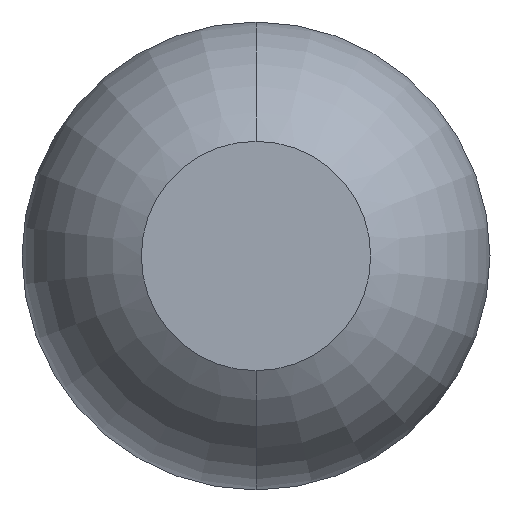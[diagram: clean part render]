
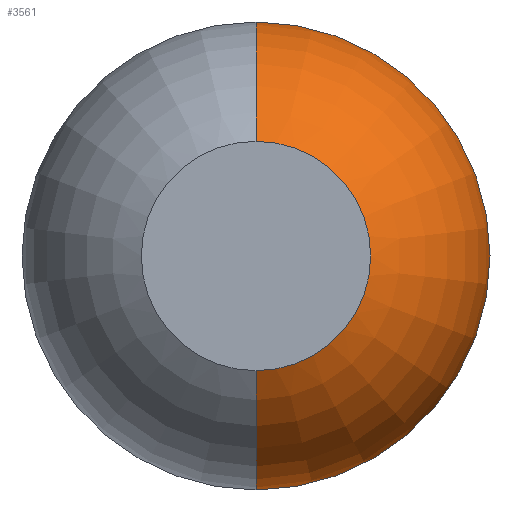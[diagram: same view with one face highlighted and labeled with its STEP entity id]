
A CAD part, front view. The second image highlights one B-rep face of the part: STEP entity #3561.
In plain terms, the highlighted toroidal (fillet/blend) face has major radius 0.01 mm and minor radius 0.5 mm.
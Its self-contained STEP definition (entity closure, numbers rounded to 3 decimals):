
#37 = DIRECTION ( 'NONE',  ( 0., 1., 0. ) ) ;
#258 = CARTESIAN_POINT ( 'NONE',  ( 0., -29.961, 0. ) ) ;
#312 = ORIENTED_EDGE ( 'NONE', *, *, #2374, .T. ) ;
#343 = CARTESIAN_POINT ( 'NONE',  ( 0., -29.961, 0. ) ) ;
#434 = CARTESIAN_POINT ( 'NONE',  ( 0., -29.961, -0.01 ) ) ;
#755 = DIRECTION ( 'NONE',  ( 0., 0., -1. ) ) ;
#855 = DIRECTION ( 'NONE',  ( 0., 1., 0. ) ) ;
#915 = EDGE_CURVE ( 'Defeature ausgef�hrt1_6+Defeature ausgef�hrt1_5+Defeature ausgef�hrt1_5+Defeature ausgef�hrt1_5', #3569, #1119, #3670, .T. ) ;
#932 = CARTESIAN_POINT ( 'NONE',  ( 0., -29.961, 0.51 ) ) ;
#968 = DIRECTION ( 'NONE',  ( 0., -1., 0. ) ) ;
#1050 = CARTESIAN_POINT ( 'NONE',  ( 0., -30.4, -0.25 ) ) ;
#1119 = VERTEX_POINT ( 'NONE', #1616 ) ;
#1222 = CARTESIAN_POINT ( 'NONE',  ( 0., -29.961, 0.01 ) ) ;
#1261 = DIRECTION ( 'NONE',  ( 0., 0., -1. ) ) ;
#1317 = DIRECTION ( 'NONE',  ( 0., 0., 1. ) ) ;
#1359 = ORIENTED_EDGE ( 'NONE', *, *, #915, .F. ) ;
#1560 = ORIENTED_EDGE ( 'NONE', *, *, #1641, .F. ) ;
#1616 = CARTESIAN_POINT ( 'NONE',  ( 0., -29.961, -0.51 ) ) ;
#1641 = EDGE_CURVE ( 'Defeature ausgef�hrt1_14+Defeature ausgef�hrt1_5+Defeature ausgef�hrt1_5+Defeature ausgef�hrt1_5', #2334, #3959, #3170, .T. ) ;
#1663 = TOROIDAL_SURFACE ( 'NONE', #2632, 0.01, 0.5 ) ;
#2101 = CARTESIAN_POINT ( 'NONE',  ( 0., -30.4, 0.25 ) ) ;
#2126 = DIRECTION ( 'NONE',  ( -1., 0., 0. ) ) ;
#2317 = CIRCLE ( 'NONE', #3621, 0.5 ) ;
#2334 = VERTEX_POINT ( 'NONE', #1050 ) ;
#2374 = EDGE_CURVE ( 'NONE', #2334, #1119, #2317, .T. ) ;
#2557 = DIRECTION ( 'NONE',  ( 1., 0., 0. ) ) ;
#2632 = AXIS2_PLACEMENT_3D ( 'NONE', #343, #37, #1317 ) ;
#2650 = CIRCLE ( 'NONE', #3762, 0.5 ) ;
#2768 = CARTESIAN_POINT ( 'NONE',  ( 0., -30.4, 0. ) ) ;
#2964 = DIRECTION ( 'NONE',  ( 0., 0., 1. ) ) ;
#3062 = EDGE_LOOP ( 'NONE', ( #1560, #312, #1359, #3173 ) ) ;
#3170 = CIRCLE ( 'NONE', #3288, 0.25 ) ;
#3173 = ORIENTED_EDGE ( 'NONE', *, *, #3501, .F. ) ;
#3269 = FACE_OUTER_BOUND ( 'NONE', #3062, .T. ) ;
#3288 = AXIS2_PLACEMENT_3D ( 'NONE', #2768, #968, #1261 ) ;
#3322 = DIRECTION ( 'NONE',  ( 0., 0., 1. ) ) ;
#3501 = EDGE_CURVE ( 'NONE', #3959, #3569, #2650, .T. ) ;
#3561 = ADVANCED_FACE ( 'Defeature ausgef�hrt1_5', ( #3269 ), #1663, .T. ) ;
#3569 = VERTEX_POINT ( 'NONE', #932 ) ;
#3621 = AXIS2_PLACEMENT_3D ( 'NONE', #434, #2557, #755 ) ;
#3670 = CIRCLE ( 'NONE', #3797, 0.51 ) ;
#3762 = AXIS2_PLACEMENT_3D ( 'NONE', #1222, #2126, #3322 ) ;
#3797 = AXIS2_PLACEMENT_3D ( 'NONE', #258, #855, #2964 ) ;
#3959 = VERTEX_POINT ( 'NONE', #2101 ) ;
